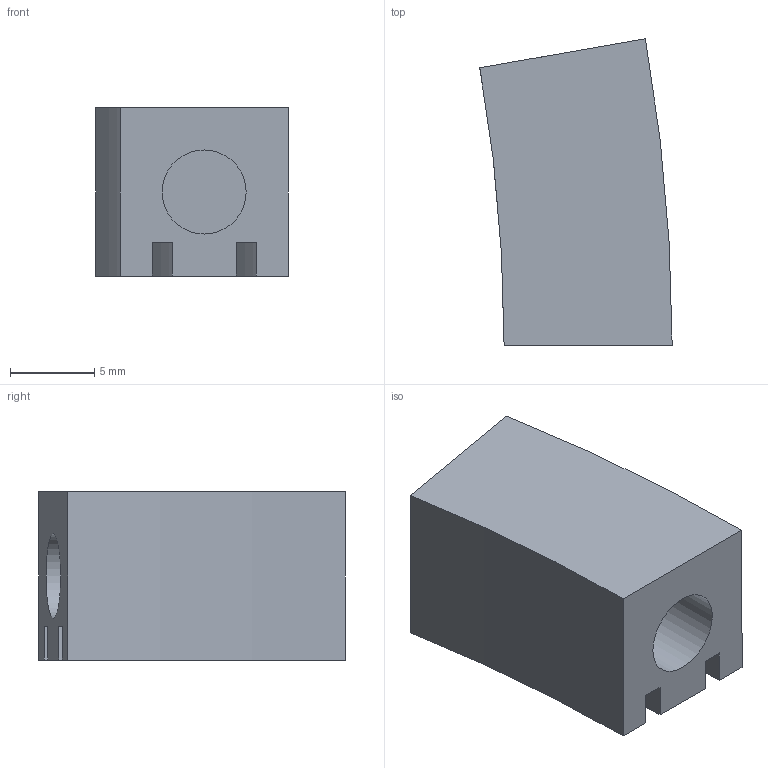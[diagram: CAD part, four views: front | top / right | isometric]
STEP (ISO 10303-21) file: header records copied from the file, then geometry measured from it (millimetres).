
FILE_DESCRIPTION(('FreeCAD Model'),'2;1');
FILE_NAME('PieceAcier.step', '2018-06-27T11:25:02',('Author'),(''), 'Open CASCADE STEP processor 7.2','FreeCAD','Unknown');
FILE_SCHEMA(('AUTOMOTIVE_DESIGN { 1 0 10303 214 1 1 1 1 }'));
Length unit declared in the file: millimetre
Products named in the file (1): Piece_polarisée
Bounding box: 11.44 x 18.23 x 10 mm (x, y, z)
Volume: 1496.6 mm3; surface area: 1160.1 mm2
Topology: 1 solids, 1 shells, 18 faces, 42 edges, 28 vertices
Faces by surface type: plane 10, cylinder 8
Full cylindrical faces by diameter (mm): 5 x2
Entity records: 1089 total; most frequent: DIRECTION 180, CARTESIAN_POINT 173, LINE 94, VECTOR 94, ORIENTED_EDGE 84, PCURVE 84, DEFINITIONAL_REPRESENTATION 84, EDGE_CURVE 42
